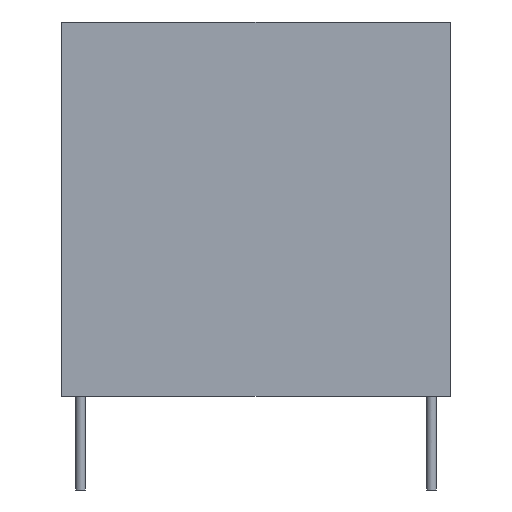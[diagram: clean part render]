
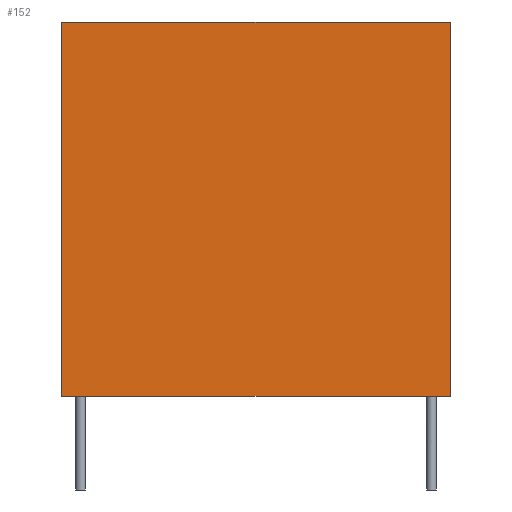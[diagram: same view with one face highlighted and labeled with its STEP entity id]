
A CAD part, front view. The second image highlights one B-rep face of the part: STEP entity #152.
In plain terms, the highlighted planar face has unit normal (0, -1, 0).
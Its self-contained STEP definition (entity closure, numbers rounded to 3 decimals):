
#20=PLANE('',#180);
#30=FACE_OUTER_BOUND('',#40,.T.);
#40=EDGE_LOOP('',(#123,#124,#125,#126));
#52=LINE('',#252,#66);
#53=LINE('',#255,#67);
#54=LINE('',#257,#68);
#55=LINE('',#258,#69);
#66=VECTOR('',#210,10.);
#67=VECTOR('',#213,10.);
#68=VECTOR('',#214,10.);
#69=VECTOR('',#215,10.);
#84=VERTEX_POINT('',#246);
#86=VERTEX_POINT('',#250);
#87=VERTEX_POINT('',#254);
#88=VERTEX_POINT('',#256);
#100=EDGE_CURVE('',#84,#86,#52,.T.);
#101=EDGE_CURVE('',#84,#87,#53,.T.);
#102=EDGE_CURVE('',#88,#86,#54,.T.);
#103=EDGE_CURVE('',#87,#88,#55,.T.);
#123=ORIENTED_EDGE('',*,*,#101,.F.);
#124=ORIENTED_EDGE('',*,*,#100,.T.);
#125=ORIENTED_EDGE('',*,*,#102,.F.);
#126=ORIENTED_EDGE('',*,*,#103,.F.);
#152=ADVANCED_FACE('',(#30),#20,.T.);
#180=AXIS2_PLACEMENT_3D('',#253,#211,#212);
#210=DIRECTION('',(0.,0.,1.));
#211=DIRECTION('center_axis',(0.,-1.,0.));
#212=DIRECTION('ref_axis',(1.,0.,0.));
#213=DIRECTION('',(-1.,0.,0.));
#214=DIRECTION('',(1.,0.,0.));
#215=DIRECTION('',(0.,0.,1.));
#246=CARTESIAN_POINT('',(20.75,-10.,0.));
#250=CARTESIAN_POINT('',(20.75,-10.,40.));
#252=CARTESIAN_POINT('',(20.75,-10.,0.));
#253=CARTESIAN_POINT('Origin',(-20.75,-10.,0.));
#254=CARTESIAN_POINT('',(-20.75,-10.,0.));
#255=CARTESIAN_POINT('',(20.75,-10.,0.));
#256=CARTESIAN_POINT('',(-20.75,-10.,40.));
#257=CARTESIAN_POINT('',(20.75,-10.,40.));
#258=CARTESIAN_POINT('',(-20.75,-10.,0.));
